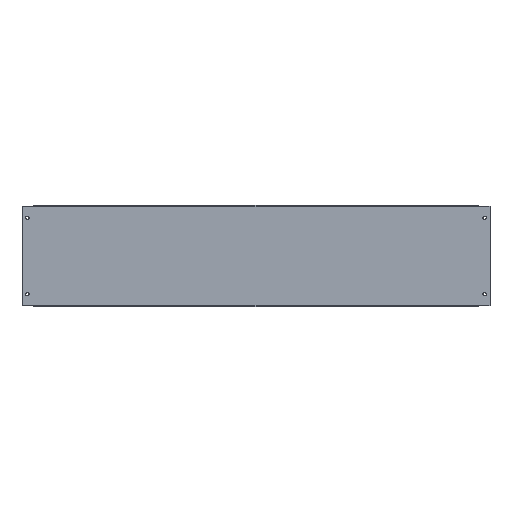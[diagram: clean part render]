
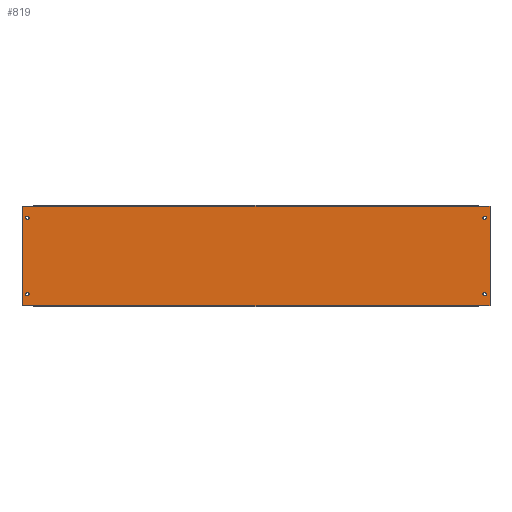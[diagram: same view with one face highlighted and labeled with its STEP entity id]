
A CAD part, top view. The second image highlights one B-rep face of the part: STEP entity #819.
In plain terms, the highlighted planar face has unit normal (0, 0, 1).
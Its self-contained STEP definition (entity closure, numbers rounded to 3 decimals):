
#12 = ORIENTED_EDGE ( 'NONE', *, *, #257, .T. ) ;
#14 = EDGE_CURVE ( 'NONE', #836, #836, #226, .T. ) ;
#27 = EDGE_CURVE ( 'NONE', #764, #218, #380, .T. ) ;
#33 = CARTESIAN_POINT ( 'NONE',  ( 917., 0., 0. ) ) ;
#40 = EDGE_LOOP ( 'NONE', ( #805 ) ) ;
#51 = LINE ( 'NONE', #686, #714 ) ;
#53 = VECTOR ( 'NONE', #149, 1000. ) ;
#63 = CARTESIAN_POINT ( 'NONE',  ( 0., 195., 0. ) ) ;
#67 = VECTOR ( 'NONE', #370, 1000. ) ;
#69 = VERTEX_POINT ( 'NONE', #677 ) ;
#96 = DIRECTION ( 'NONE',  ( -1., 0., 0. ) ) ;
#98 = DIRECTION ( 'NONE',  ( 0., 0., -1. ) ) ;
#102 = CARTESIAN_POINT ( 'NONE',  ( 906.4, 172.5, 0. ) ) ;
#127 = ORIENTED_EDGE ( 'NONE', *, *, #636, .T. ) ;
#134 = ORIENTED_EDGE ( 'NONE', *, *, #680, .T. ) ;
#140 = FACE_BOUND ( 'NONE', #412, .T. ) ;
#149 = DIRECTION ( 'NONE',  ( 1., 0., 0. ) ) ;
#158 = FACE_BOUND ( 'NONE', #357, .T. ) ;
#163 = VECTOR ( 'NONE', #565, 1000. ) ;
#167 = EDGE_CURVE ( 'NONE', #779, #270, #580, .T. ) ;
#168 = CARTESIAN_POINT ( 'NONE',  ( 10.6, 22.5, 0. ) ) ;
#194 = VERTEX_POINT ( 'NONE', #258 ) ;
#205 = VERTEX_POINT ( 'NONE', #247 ) ;
#212 = EDGE_LOOP ( 'NONE', ( #469 ) ) ;
#215 = LINE ( 'NONE', #63, #693 ) ;
#218 = VERTEX_POINT ( 'NONE', #230 ) ;
#219 = EDGE_CURVE ( 'NONE', #270, #218, #51, .T. ) ;
#226 = CIRCLE ( 'NONE', #756, 3.25 ) ;
#230 = CARTESIAN_POINT ( 'NONE',  ( 893.5, 195., 0. ) ) ;
#239 = VERTEX_POINT ( 'NONE', #437 ) ;
#241 = EDGE_LOOP ( 'NONE', ( #134, #499, #383, #127, #576, #689, #641, #263 ) ) ;
#247 = CARTESIAN_POINT ( 'NONE',  ( 893.5, 0., 0. ) ) ;
#248 = EDGE_CURVE ( 'NONE', #749, #749, #379, .T. ) ;
#253 = DIRECTION ( 'NONE',  ( 0., 1., 0. ) ) ;
#254 = DIRECTION ( 'NONE',  ( -1., 0., 0. ) ) ;
#257 = EDGE_CURVE ( 'NONE', #574, #574, #534, .T. ) ;
#258 = CARTESIAN_POINT ( 'NONE',  ( 0., 0., 0. ) ) ;
#263 = ORIENTED_EDGE ( 'NONE', *, *, #290, .T. ) ;
#270 = VERTEX_POINT ( 'NONE', #417 ) ;
#285 = DIRECTION ( 'NONE',  ( 0., 0., -1. ) ) ;
#290 = EDGE_CURVE ( 'NONE', #764, #69, #215, .T. ) ;
#291 = CARTESIAN_POINT ( 'NONE',  ( 23.5, 195., 0. ) ) ;
#304 = CARTESIAN_POINT ( 'NONE',  ( 906.4, 22.5, 0. ) ) ;
#313 = AXIS2_PLACEMENT_3D ( 'NONE', #102, #98, #96 ) ;
#322 = VECTOR ( 'NONE', #675, 1000. ) ;
#333 = DIRECTION ( 'NONE',  ( -1., 0., 0. ) ) ;
#343 = VECTOR ( 'NONE', #450, 1000. ) ;
#357 = EDGE_LOOP ( 'NONE', ( #12 ) ) ;
#370 = DIRECTION ( 'NONE',  ( 1., 0., 0. ) ) ;
#376 = CARTESIAN_POINT ( 'NONE',  ( 0., 0., 0. ) ) ;
#379 = CIRCLE ( 'NONE', #737, 3.25 ) ;
#380 = LINE ( 'NONE', #724, #53 ) ;
#383 = ORIENTED_EDGE ( 'NONE', *, *, #669, .F. ) ;
#392 = LINE ( 'NONE', #376, #67 ) ;
#404 = VECTOR ( 'NONE', #253, 1000. ) ;
#411 = DIRECTION ( 'NONE',  ( -1., 0., 0. ) ) ;
#412 = EDGE_LOOP ( 'NONE', ( #676 ) ) ;
#417 = CARTESIAN_POINT ( 'NONE',  ( 917., 195., 0. ) ) ;
#420 = EDGE_CURVE ( 'NONE', #239, #239, #817, .T. ) ;
#434 = CARTESIAN_POINT ( 'NONE',  ( 10.6, 172.5, 0. ) ) ;
#437 = CARTESIAN_POINT ( 'NONE',  ( 903.15, 172.5, 0. ) ) ;
#440 = DIRECTION ( 'NONE',  ( -1., 0., 0. ) ) ;
#443 = FACE_OUTER_BOUND ( 'NONE', #241, .T. ) ;
#447 = CARTESIAN_POINT ( 'NONE',  ( 903.15, 22.5, 0. ) ) ;
#450 = DIRECTION ( 'NONE',  ( 0., -1., 0. ) ) ;
#452 = CARTESIAN_POINT ( 'NONE',  ( 7.35, 172.5, 0. ) ) ;
#461 = FACE_BOUND ( 'NONE', #40, .T. ) ;
#469 = ORIENTED_EDGE ( 'NONE', *, *, #14, .T. ) ;
#486 = DIRECTION ( 'NONE',  ( 0., 0., -1. ) ) ;
#488 = LINE ( 'NONE', #655, #163 ) ;
#490 = CARTESIAN_POINT ( 'NONE',  ( 7.35, 22.5, 0. ) ) ;
#499 = ORIENTED_EDGE ( 'NONE', *, *, #584, .T. ) ;
#509 = CARTESIAN_POINT ( 'NONE',  ( 917., 0., 0. ) ) ;
#512 = LINE ( 'NONE', #790, #322 ) ;
#534 = CIRCLE ( 'NONE', #787, 3.25 ) ;
#536 = CARTESIAN_POINT ( 'NONE',  ( 0., 0., 0. ) ) ;
#553 = DIRECTION ( 'NONE',  ( 0., 0., -1. ) ) ;
#563 = AXIS2_PLACEMENT_3D ( 'NONE', #734, #833, #710 ) ;
#565 = DIRECTION ( 'NONE',  ( -1., 0., 0. ) ) ;
#574 = VERTEX_POINT ( 'NONE', #447 ) ;
#576 = ORIENTED_EDGE ( 'NONE', *, *, #167, .T. ) ;
#580 = LINE ( 'NONE', #509, #404 ) ;
#584 = EDGE_CURVE ( 'NONE', #194, #786, #392, .T. ) ;
#621 = DIRECTION ( 'NONE',  ( -1., 0., 0. ) ) ;
#636 = EDGE_CURVE ( 'NONE', #205, #779, #512, .T. ) ;
#641 = ORIENTED_EDGE ( 'NONE', *, *, #27, .F. ) ;
#642 = LINE ( 'NONE', #536, #343 ) ;
#655 = CARTESIAN_POINT ( 'NONE',  ( 893.5, 0., 0. ) ) ;
#669 = EDGE_CURVE ( 'NONE', #205, #786, #488, .T. ) ;
#675 = DIRECTION ( 'NONE',  ( 1., 0., 0. ) ) ;
#676 = ORIENTED_EDGE ( 'NONE', *, *, #248, .T. ) ;
#677 = CARTESIAN_POINT ( 'NONE',  ( 0., 195., 0. ) ) ;
#680 = EDGE_CURVE ( 'NONE', #69, #194, #642, .T. ) ;
#686 = CARTESIAN_POINT ( 'NONE',  ( 0., 195., 0. ) ) ;
#689 = ORIENTED_EDGE ( 'NONE', *, *, #219, .T. ) ;
#693 = VECTOR ( 'NONE', #411, 1000. ) ;
#705 = PLANE ( 'NONE',  #563 ) ;
#710 = DIRECTION ( 'NONE',  ( -1., 0., 0. ) ) ;
#714 = VECTOR ( 'NONE', #440, 1000. ) ;
#724 = CARTESIAN_POINT ( 'NONE',  ( 23.5, 195., 0. ) ) ;
#734 = CARTESIAN_POINT ( 'NONE',  ( 0., 0., 0. ) ) ;
#737 = AXIS2_PLACEMENT_3D ( 'NONE', #434, #486, #333 ) ;
#749 = VERTEX_POINT ( 'NONE', #452 ) ;
#756 = AXIS2_PLACEMENT_3D ( 'NONE', #168, #553, #621 ) ;
#764 = VERTEX_POINT ( 'NONE', #291 ) ;
#779 = VERTEX_POINT ( 'NONE', #33 ) ;
#786 = VERTEX_POINT ( 'NONE', #821 ) ;
#787 = AXIS2_PLACEMENT_3D ( 'NONE', #304, #285, #254 ) ;
#790 = CARTESIAN_POINT ( 'NONE',  ( 0., 0., 0. ) ) ;
#794 = FACE_BOUND ( 'NONE', #212, .T. ) ;
#805 = ORIENTED_EDGE ( 'NONE', *, *, #420, .T. ) ;
#817 = CIRCLE ( 'NONE', #313, 3.25 ) ;
#819 = ADVANCED_FACE ( 'NONE', ( #140, #461, #794, #158, #443 ), #705, .F. ) ;
#821 = CARTESIAN_POINT ( 'NONE',  ( 23.5, 0., 0. ) ) ;
#833 = DIRECTION ( 'NONE',  ( 0., 0., -1. ) ) ;
#836 = VERTEX_POINT ( 'NONE', #490 ) ;
